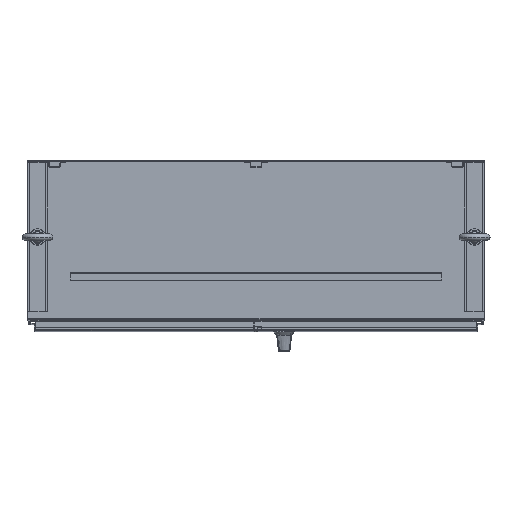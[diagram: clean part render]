
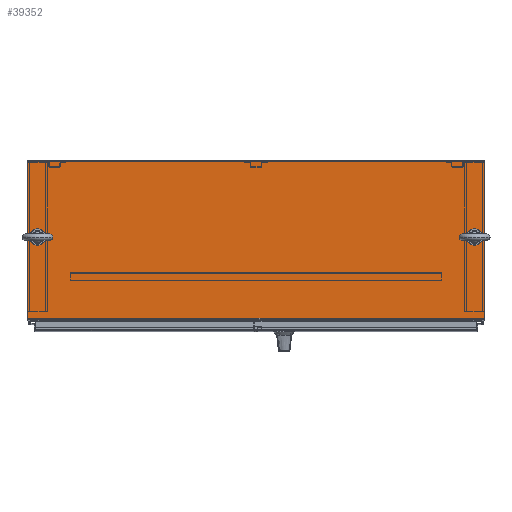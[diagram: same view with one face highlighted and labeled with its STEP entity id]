
A CAD part, top view. The second image highlights one B-rep face of the part: STEP entity #39352.
In plain terms, the highlighted planar face has unit normal (0, 0, 1).
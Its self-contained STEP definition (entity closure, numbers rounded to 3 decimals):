
#630 = ORIENTED_EDGE ( 'NONE', *, *, #26871, .T. ) ;
#999 = VERTEX_POINT ( 'NONE', #62049 ) ;
#1249 = CARTESIAN_POINT ( 'NONE',  ( -23.937, -16.45, 30.063 ) ) ;
#2486 = EDGE_LOOP ( 'NONE', ( #13816, #15451, #630, #85858 ) ) ;
#7993 = EDGE_CURVE ( 'NONE', #71230, #69568, #92040, .T. ) ;
#9542 = VERTEX_POINT ( 'NONE', #71819 ) ;
#9783 = DIRECTION ( 'NONE',  ( 1., 0., 0. ) ) ;
#10173 = VECTOR ( 'NONE', #42589, 39.37 ) ;
#11728 = ORIENTED_EDGE ( 'NONE', *, *, #58196, .T. ) ;
#12785 = DIRECTION ( 'NONE',  ( 0., 0., -1. ) ) ;
#13528 = CARTESIAN_POINT ( 'NONE',  ( -23.312, -7.938, 30.063 ) ) ;
#13674 = CARTESIAN_POINT ( 'NONE',  ( -23.937, 0., 30.063 ) ) ;
#13724 = DIRECTION ( 'NONE',  ( 0., -1., 0. ) ) ;
#13816 = ORIENTED_EDGE ( 'NONE', *, *, #29684, .T. ) ;
#14930 = VERTEX_POINT ( 'NONE', #38842 ) ;
#15451 = ORIENTED_EDGE ( 'NONE', *, *, #53736, .T. ) ;
#15946 = ORIENTED_EDGE ( 'NONE', *, *, #7993, .T. ) ;
#16779 = DIRECTION ( 'NONE',  ( 0., 0., 1. ) ) ;
#18256 = FACE_BOUND ( 'NONE', #76768, .T. ) ;
#18651 = AXIS2_PLACEMENT_3D ( 'NONE', #94970, #12785, #35192 ) ;
#18748 = FACE_OUTER_BOUND ( 'NONE', #2486, .T. ) ;
#19832 = ORIENTED_EDGE ( 'NONE', *, *, #79333, .T. ) ;
#20661 = LINE ( 'NONE', #13674, #10173 ) ;
#20772 = DIRECTION ( 'NONE',  ( 1., 0., 0. ) ) ;
#21210 = VECTOR ( 'NONE', #92579, 39.37 ) ;
#25778 = EDGE_CURVE ( 'NONE', #26111, #999, #83614, .T. ) ;
#26111 = VERTEX_POINT ( 'NONE', #1249 ) ;
#26871 = EDGE_CURVE ( 'NONE', #14930, #26111, #95896, .T. ) ;
#29684 = EDGE_CURVE ( 'NONE', #999, #89049, #35096, .T. ) ;
#31475 = CARTESIAN_POINT ( 'NONE',  ( 23.937, 0., 30.063 ) ) ;
#35096 = LINE ( 'NONE', #85552, #39031 ) ;
#35192 = DIRECTION ( 'NONE',  ( 1., 0., 0. ) ) ;
#38842 = CARTESIAN_POINT ( 'NONE',  ( -23.937, 0., 30.063 ) ) ;
#39031 = VECTOR ( 'NONE', #55687, 39.37 ) ;
#39352 = ADVANCED_FACE ( 'NONE', ( #18256, #18748, #40165 ), #47635, .T. ) ;
#40165 = FACE_BOUND ( 'NONE', #92242, .T. ) ;
#42589 = DIRECTION ( 'NONE',  ( -1., 0., 0. ) ) ;
#43148 = CIRCLE ( 'NONE', #68577, 0.375 ) ;
#43489 = CIRCLE ( 'NONE', #51448, 0.375 ) ;
#47280 = CIRCLE ( 'NONE', #18651, 0.375 ) ;
#47635 = PLANE ( 'NONE',  #49733 ) ;
#49733 = AXIS2_PLACEMENT_3D ( 'NONE', #77999, #16779, #9783 ) ;
#50658 = DIRECTION ( 'NONE',  ( 0., 0., -1. ) ) ;
#51448 = AXIS2_PLACEMENT_3D ( 'NONE', #97030, #96071, #58233 ) ;
#51619 = VERTEX_POINT ( 'NONE', #79209 ) ;
#53736 = EDGE_CURVE ( 'NONE', #89049, #14930, #20661, .T. ) ;
#54146 = DIRECTION ( 'NONE',  ( 0., 0., -1. ) ) ;
#55687 = DIRECTION ( 'NONE',  ( 0., 1., 0. ) ) ;
#58196 = EDGE_CURVE ( 'NONE', #51619, #9542, #43489, .T. ) ;
#58233 = DIRECTION ( 'NONE',  ( 1., 0., 0. ) ) ;
#62049 = CARTESIAN_POINT ( 'NONE',  ( 23.937, -16.45, 30.063 ) ) ;
#65699 = VECTOR ( 'NONE', #13724, 39.37 ) ;
#66563 = CARTESIAN_POINT ( 'NONE',  ( -22.937, -7.938, 30.063 ) ) ;
#68189 = CARTESIAN_POINT ( 'NONE',  ( -23.937, -16.45, 30.063 ) ) ;
#68577 = AXIS2_PLACEMENT_3D ( 'NONE', #66563, #50658, #20772 ) ;
#69568 = VERTEX_POINT ( 'NONE', #13528 ) ;
#71230 = VERTEX_POINT ( 'NONE', #77429 ) ;
#71819 = CARTESIAN_POINT ( 'NONE',  ( 23.311, -7.938, 30.063 ) ) ;
#76768 = EDGE_LOOP ( 'NONE', ( #15946, #93768 ) ) ;
#77429 = CARTESIAN_POINT ( 'NONE',  ( -22.562, -7.938, 30.063 ) ) ;
#77999 = CARTESIAN_POINT ( 'NONE',  ( -23.937, -16.593, 30.063 ) ) ;
#79209 = CARTESIAN_POINT ( 'NONE',  ( 22.561, -7.938, 30.063 ) ) ;
#79333 = EDGE_CURVE ( 'NONE', #9542, #51619, #47280, .T. ) ;
#82404 = CARTESIAN_POINT ( 'NONE',  ( -23.937, -16.593, 30.063 ) ) ;
#83614 = LINE ( 'NONE', #68189, #21210 ) ;
#84019 = CARTESIAN_POINT ( 'NONE',  ( -22.937, -7.938, 30.063 ) ) ;
#84504 = DIRECTION ( 'NONE',  ( 1., 0., 0. ) ) ;
#85552 = CARTESIAN_POINT ( 'NONE',  ( 23.937, -16.593, 30.063 ) ) ;
#85858 = ORIENTED_EDGE ( 'NONE', *, *, #25778, .T. ) ;
#89049 = VERTEX_POINT ( 'NONE', #31475 ) ;
#90467 = AXIS2_PLACEMENT_3D ( 'NONE', #84019, #54146, #84504 ) ;
#92040 = CIRCLE ( 'NONE', #90467, 0.375 ) ;
#92242 = EDGE_LOOP ( 'NONE', ( #19832, #11728 ) ) ;
#92579 = DIRECTION ( 'NONE',  ( 1., 0., 0. ) ) ;
#93768 = ORIENTED_EDGE ( 'NONE', *, *, #95826, .T. ) ;
#94970 = CARTESIAN_POINT ( 'NONE',  ( 22.936, -7.938, 30.063 ) ) ;
#95826 = EDGE_CURVE ( 'NONE', #69568, #71230, #43148, .T. ) ;
#95896 = LINE ( 'NONE', #82404, #65699 ) ;
#96071 = DIRECTION ( 'NONE',  ( 0., 0., -1. ) ) ;
#97030 = CARTESIAN_POINT ( 'NONE',  ( 22.936, -7.938, 30.063 ) ) ;
